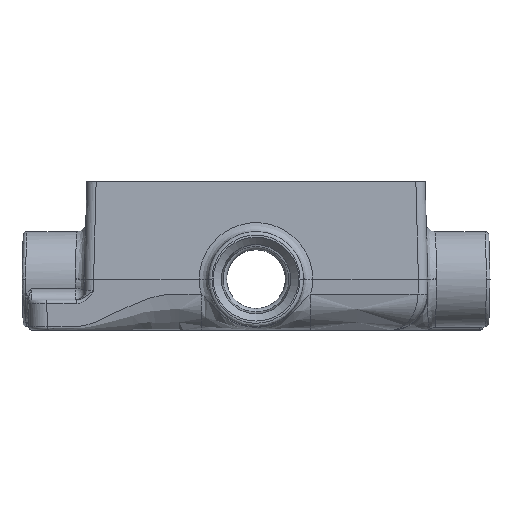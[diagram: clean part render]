
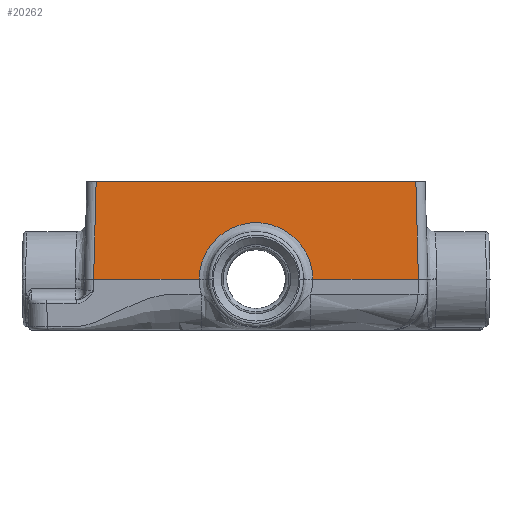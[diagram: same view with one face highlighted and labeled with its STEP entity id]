
A CAD part, front view. The second image highlights one B-rep face of the part: STEP entity #20262.
In plain terms, the highlighted planar face has unit normal (0, -1, 0.026).
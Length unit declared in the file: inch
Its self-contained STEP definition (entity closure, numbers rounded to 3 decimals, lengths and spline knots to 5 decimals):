
#197=PLANE('',#21587);
#807=ELLIPSE('',#21588,0.76589,0.76563);
#2101=FACE_OUTER_BOUND('',#3301,.T.);
#3301=EDGE_LOOP('',(#14399,#14400,#14401,#14402,#14403,#14404));
#4571=LINE('',#31664,#6449);
#4572=LINE('',#31667,#6450);
#4575=LINE('',#31679,#6453);
#4576=LINE('',#31683,#6454);
#4577=LINE('',#31684,#6455);
#6449=VECTOR('',#23282,0.3937);
#6450=VECTOR('',#23285,0.3937);
#6453=VECTOR('',#23296,0.3937);
#6454=VECTOR('',#23299,0.3937);
#6455=VECTOR('',#23300,0.3937);
#8861=VERTEX_POINT('',#31658);
#8862=VERTEX_POINT('',#31662);
#8863=VERTEX_POINT('',#31666);
#8868=VERTEX_POINT('',#31678);
#8869=VERTEX_POINT('',#31680);
#8870=VERTEX_POINT('',#31682);
#10999=EDGE_CURVE('',#8861,#8862,#4571,.T.);
#11000=EDGE_CURVE('',#8863,#8862,#4572,.T.);
#11006=EDGE_CURVE('',#8868,#8861,#4575,.T.);
#11007=EDGE_CURVE('',#8869,#8868,#807,.T.);
#11008=EDGE_CURVE('',#8870,#8869,#4576,.T.);
#11009=EDGE_CURVE('',#8863,#8870,#4577,.T.);
#14399=ORIENTED_EDGE('',*,*,#10999,.F.);
#14400=ORIENTED_EDGE('',*,*,#11006,.F.);
#14401=ORIENTED_EDGE('',*,*,#11007,.F.);
#14402=ORIENTED_EDGE('',*,*,#11008,.F.);
#14403=ORIENTED_EDGE('',*,*,#11009,.F.);
#14404=ORIENTED_EDGE('',*,*,#11000,.T.);
#20262=ADVANCED_FACE('',(#2101),#197,.T.);
#21587=AXIS2_PLACEMENT_3D('',#31677,#23294,#23295);
#21588=AXIS2_PLACEMENT_3D('',#31681,#23297,#23298);
#23282=DIRECTION('',(0.026,0.026,0.999));
#23285=DIRECTION('',(-1.,0.,0.));
#23294=DIRECTION('center_axis',(0.,-1.,0.026));
#23295=DIRECTION('ref_axis',(-1.,0.,0.));
#23296=DIRECTION('',(-1.,0.,0.));
#23297=DIRECTION('center_axis',(0.,-1.,0.026));
#23298=DIRECTION('ref_axis',(0.,0.026,1.));
#23299=DIRECTION('',(-1.,0.,0.));
#23300=DIRECTION('',(0.026,-0.026,-0.999));
#31658=CARTESIAN_POINT('',(-2.19064,-1.4406,0.00082));
#31662=CARTESIAN_POINT('',(-2.15629,-1.40625,1.3125));
#31664=CARTESIAN_POINT('',(-2.15542,-1.40537,1.34601));
#31666=CARTESIAN_POINT('',(2.15629,-1.40625,1.3125));
#31667=CARTESIAN_POINT('',(2.28125,-1.40625,1.3125));
#31677=CARTESIAN_POINT('Origin',(-2.28125,-1.40625,1.3125));
#31678=CARTESIAN_POINT('',(-0.76561,-1.4406,0.00082));
#31679=CARTESIAN_POINT('',(-2.29843,-1.4406,0.00082));
#31680=CARTESIAN_POINT('',(0.76561,-1.4406,0.00082));
#31681=CARTESIAN_POINT('Origin',(0.,-1.4407,-0.00327));
#31682=CARTESIAN_POINT('',(2.19064,-1.4406,0.00082));
#31683=CARTESIAN_POINT('',(-2.29843,-1.4406,0.00082));
#31684=CARTESIAN_POINT('',(2.15482,-1.40477,1.36889));
